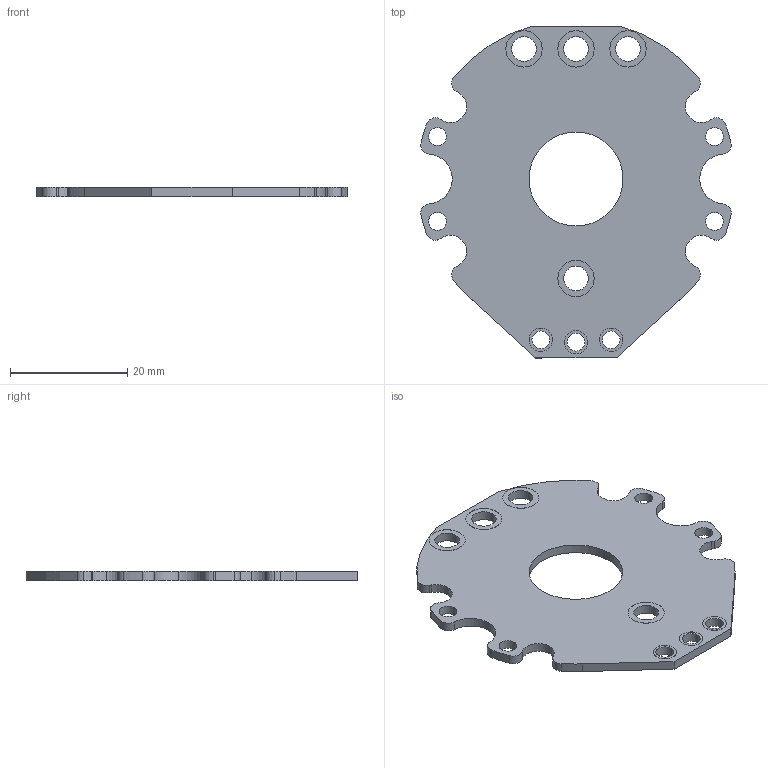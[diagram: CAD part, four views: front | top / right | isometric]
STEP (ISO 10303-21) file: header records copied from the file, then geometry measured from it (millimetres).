
FILE_DESCRIPTION (( 'STEP AP214' ), '1' );
FILE_NAME ('Stator PCB.STEP', '2023-05-23T18:38:27', ( '' ), ( '' ), 'SwSTEP 2.0', 'SolidWorks 2021', '' );
FILE_SCHEMA (( 'AUTOMOTIVE_DESIGN' ));
Length unit declared in the file: millimetre
Products named in the file (1): Stator PCB
Bounding box: 53.06 x 56.74 x 1.63 mm (x, y, z)
Volume: 3012.8 mm3; surface area: 4403.8 mm2
Topology: 1 solids, 1 shells, 114 faces, 294 edges, 196 vertices
Faces by surface type: cylinder 86, plane 28
Entity records: 4070 total; most frequent: DIRECTION 696, CARTESIAN_POINT 605, ORIENTED_EDGE 588, EDGE_CURVE 294, AXIS2_PLACEMENT_3D 287, VERTEX_POINT 196, CIRCLE 172, EDGE_LOOP 152
